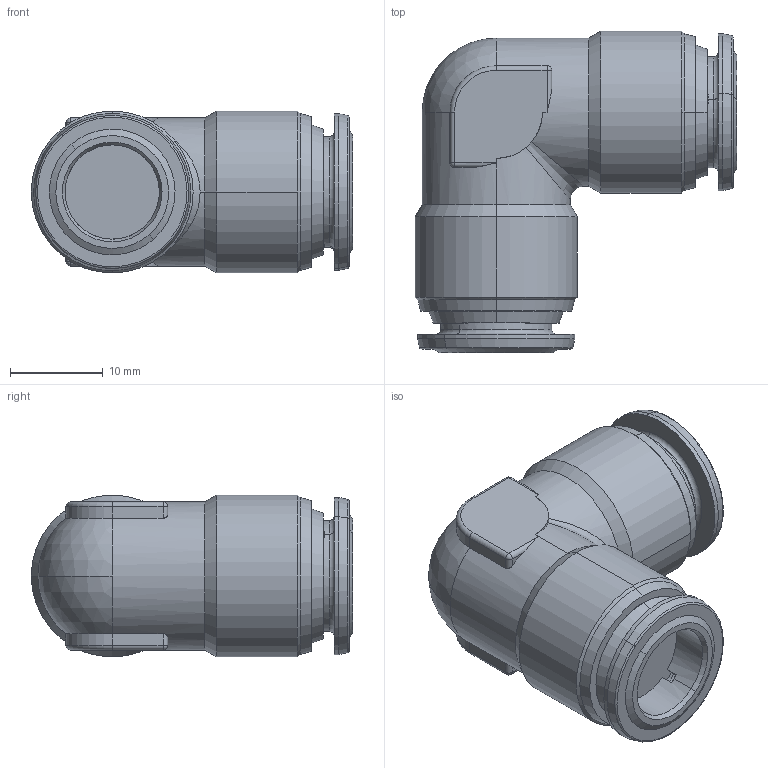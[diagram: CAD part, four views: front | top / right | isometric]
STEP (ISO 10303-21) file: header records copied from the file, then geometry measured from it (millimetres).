
FILE_DESCRIPTION (( 'STEP AP214' ), '1' );
FILE_NAME ('6013000004.step', '2012-10-16T16:33:34', ( '' ), ( '' ), 'SwSTEP 2.0', 'SolidWorks 2012', '' );
FILE_SCHEMA (( 'AUTOMOTIVE_DESIGN' ));
Length unit declared in the file: millimetre
Products named in the file (1): 6013000004
Bounding box: 34.75 x 34.75 x 17.5 mm (x, y, z)
Volume: 10133 mm3; surface area: 3930.6 mm2
Topology: 1 solids, 1 shells, 135 faces, 316 edges, 185 vertices
Faces by surface type: cylinder 40, plane 38, cone 36, torus 14, sphere 6, bspline 1
Entity records: 5483 total; most frequent: CARTESIAN_POINT 833, DIRECTION 716, ORIENTED_EDGE 624, EDGE_CURVE 312, AXIS2_PLACEMENT_3D 294, VERTEX_POINT 185, CIRCLE 159, EDGE_LOOP 149
